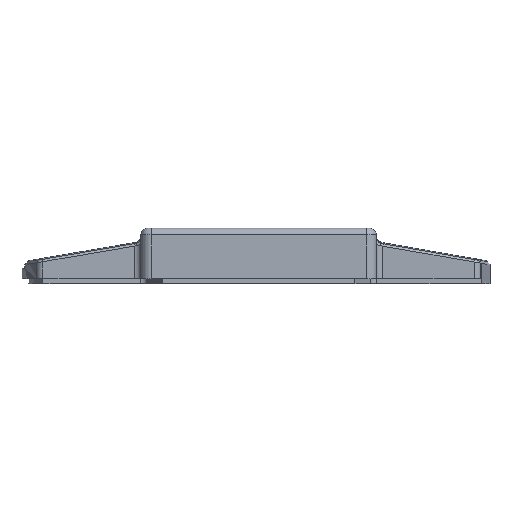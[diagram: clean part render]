
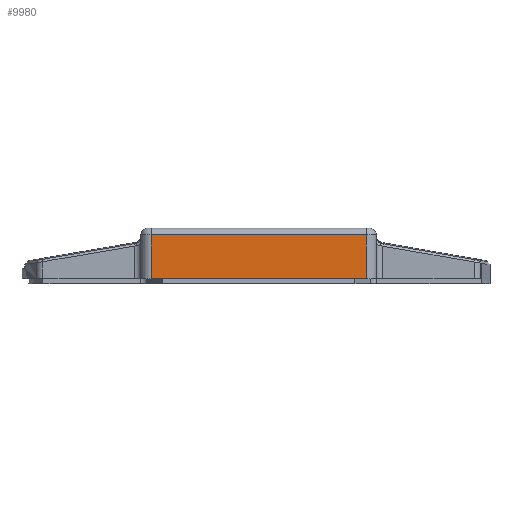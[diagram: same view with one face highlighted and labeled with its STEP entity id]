
A CAD part, left-side view. The second image highlights one B-rep face of the part: STEP entity #9980.
In plain terms, the highlighted planar face has unit normal (-1, 0, 0).
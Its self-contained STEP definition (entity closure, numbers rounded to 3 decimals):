
#95 = PLANE('',#96);
#96 = AXIS2_PLACEMENT_3D('',#97,#98,#99);
#97 = CARTESIAN_POINT('',(0.001,-0.005,6.));
#98 = DIRECTION('',(0.,0.,1.));
#99 = DIRECTION('',(1.,0.,0.));
#179 = CYLINDRICAL_SURFACE('',#180,3.);
#180 = AXIS2_PLACEMENT_3D('',#181,#182,#183);
#181 = CARTESIAN_POINT('',(-34.499,-32.,6.));
#182 = DIRECTION('',(-0.,-0.,-1.));
#183 = DIRECTION('',(1.,0.,0.));
#3479 = VERTEX_POINT('',#3480);
#3480 = CARTESIAN_POINT('',(-37.499,32.,6.));
#3495 = CYLINDRICAL_SURFACE('',#3496,3.);
#3496 = AXIS2_PLACEMENT_3D('',#3497,#3498,#3499);
#3497 = CARTESIAN_POINT('',(-34.499,32.,6.));
#3498 = DIRECTION('',(-0.,-0.,-1.));
#3499 = DIRECTION('',(1.,0.,0.));
#3507 = EDGE_CURVE('',#3479,#3508,#3510,.T.);
#3508 = VERTEX_POINT('',#3509);
#3509 = CARTESIAN_POINT('',(-37.499,-32.,6.));
#3510 = SURFACE_CURVE('',#3511,(#3515,#3522),.PCURVE_S1.);
#3511 = LINE('',#3512,#3513);
#3512 = CARTESIAN_POINT('',(-37.499,32.,6.));
#3513 = VECTOR('',#3514,1.);
#3514 = DIRECTION('',(0.,-1.,0.));
#3515 = PCURVE('',#95,#3516);
#3516 = DEFINITIONAL_REPRESENTATION('',(#3517),#3521);
#3517 = LINE('',#3518,#3519);
#3518 = CARTESIAN_POINT('',(-37.5,32.005));
#3519 = VECTOR('',#3520,1.);
#3520 = DIRECTION('',(0.,-1.));
#3521 = ( GEOMETRIC_REPRESENTATION_CONTEXT(2) 
PARAMETRIC_REPRESENTATION_CONTEXT() REPRESENTATION_CONTEXT('2D SPACE',''
  ) );
#3522 = PCURVE('',#3523,#3528);
#3523 = PLANE('',#3524);
#3524 = AXIS2_PLACEMENT_3D('',#3525,#3526,#3527);
#3525 = CARTESIAN_POINT('',(-37.499,32.,6.));
#3526 = DIRECTION('',(1.,0.,0.));
#3527 = DIRECTION('',(0.,-1.,0.));
#3528 = DEFINITIONAL_REPRESENTATION('',(#3529),#3533);
#3529 = LINE('',#3530,#3531);
#3530 = CARTESIAN_POINT('',(0.,0.));
#3531 = VECTOR('',#3532,1.);
#3532 = DIRECTION('',(1.,0.));
#3533 = ( GEOMETRIC_REPRESENTATION_CONTEXT(2) 
PARAMETRIC_REPRESENTATION_CONTEXT() REPRESENTATION_CONTEXT('2D SPACE',''
  ) );
#4868 = EDGE_CURVE('',#3508,#4869,#4871,.T.);
#4869 = VERTEX_POINT('',#4870);
#4870 = CARTESIAN_POINT('',(-37.499,-32.,19.));
#4871 = SURFACE_CURVE('',#4872,(#4876,#4883),.PCURVE_S1.);
#4872 = LINE('',#4873,#4874);
#4873 = CARTESIAN_POINT('',(-37.499,-32.,6.));
#4874 = VECTOR('',#4875,1.);
#4875 = DIRECTION('',(0.,0.,1.));
#4876 = PCURVE('',#179,#4877);
#4877 = DEFINITIONAL_REPRESENTATION('',(#4878),#4882);
#4878 = LINE('',#4879,#4880);
#4879 = CARTESIAN_POINT('',(-3.142,0.));
#4880 = VECTOR('',#4881,1.);
#4881 = DIRECTION('',(-0.,-1.));
#4882 = ( GEOMETRIC_REPRESENTATION_CONTEXT(2) 
PARAMETRIC_REPRESENTATION_CONTEXT() REPRESENTATION_CONTEXT('2D SPACE',''
  ) );
#4883 = PCURVE('',#3523,#4884);
#4884 = DEFINITIONAL_REPRESENTATION('',(#4885),#4889);
#4885 = LINE('',#4886,#4887);
#4886 = CARTESIAN_POINT('',(64.,0.));
#4887 = VECTOR('',#4888,1.);
#4888 = DIRECTION('',(0.,-1.));
#4889 = ( GEOMETRIC_REPRESENTATION_CONTEXT(2) 
PARAMETRIC_REPRESENTATION_CONTEXT() REPRESENTATION_CONTEXT('2D SPACE',''
  ) );
#9980 = ADVANCED_FACE('',(#9981),#3523,.F.);
#9981 = FACE_BOUND('',#9982,.F.);
#9982 = EDGE_LOOP('',(#9983,#10006,#10032,#10033));
#9983 = ORIENTED_EDGE('',*,*,#9984,.T.);
#9984 = EDGE_CURVE('',#3479,#9985,#9987,.T.);
#9985 = VERTEX_POINT('',#9986);
#9986 = CARTESIAN_POINT('',(-37.499,32.,19.));
#9987 = SURFACE_CURVE('',#9988,(#9992,#9999),.PCURVE_S1.);
#9988 = LINE('',#9989,#9990);
#9989 = CARTESIAN_POINT('',(-37.499,32.,6.));
#9990 = VECTOR('',#9991,1.);
#9991 = DIRECTION('',(0.,0.,1.));
#9992 = PCURVE('',#3523,#9993);
#9993 = DEFINITIONAL_REPRESENTATION('',(#9994),#9998);
#9994 = LINE('',#9995,#9996);
#9995 = CARTESIAN_POINT('',(0.,0.));
#9996 = VECTOR('',#9997,1.);
#9997 = DIRECTION('',(0.,-1.));
#9998 = ( GEOMETRIC_REPRESENTATION_CONTEXT(2) 
PARAMETRIC_REPRESENTATION_CONTEXT() REPRESENTATION_CONTEXT('2D SPACE',''
  ) );
#9999 = PCURVE('',#3495,#10000);
#10000 = DEFINITIONAL_REPRESENTATION('',(#10001),#10005);
#10001 = LINE('',#10002,#10003);
#10002 = CARTESIAN_POINT('',(-3.142,0.));
#10003 = VECTOR('',#10004,1.);
#10004 = DIRECTION('',(-0.,-1.));
#10005 = ( GEOMETRIC_REPRESENTATION_CONTEXT(2) 
PARAMETRIC_REPRESENTATION_CONTEXT() REPRESENTATION_CONTEXT('2D SPACE',''
  ) );
#10006 = ORIENTED_EDGE('',*,*,#10007,.F.);
#10007 = EDGE_CURVE('',#4869,#9985,#10008,.T.);
#10008 = SURFACE_CURVE('',#10009,(#10013,#10020),.PCURVE_S1.);
#10009 = LINE('',#10010,#10011);
#10010 = CARTESIAN_POINT('',(-37.499,-32.,19.));
#10011 = VECTOR('',#10012,1.);
#10012 = DIRECTION('',(0.,1.,0.));
#10013 = PCURVE('',#3523,#10014);
#10014 = DEFINITIONAL_REPRESENTATION('',(#10015),#10019);
#10015 = LINE('',#10016,#10017);
#10016 = CARTESIAN_POINT('',(64.,-13.));
#10017 = VECTOR('',#10018,1.);
#10018 = DIRECTION('',(-1.,0.));
#10019 = ( GEOMETRIC_REPRESENTATION_CONTEXT(2) 
PARAMETRIC_REPRESENTATION_CONTEXT() REPRESENTATION_CONTEXT('2D SPACE',''
  ) );
#10020 = PCURVE('',#10021,#10026);
#10021 = CYLINDRICAL_SURFACE('',#10022,2.);
#10022 = AXIS2_PLACEMENT_3D('',#10023,#10024,#10025);
#10023 = CARTESIAN_POINT('',(-35.499,-32.,19.));
#10024 = DIRECTION('',(0.,1.,0.));
#10025 = DIRECTION('',(-1.,0.,-0.));
#10026 = DEFINITIONAL_REPRESENTATION('',(#10027),#10031);
#10027 = LINE('',#10028,#10029);
#10028 = CARTESIAN_POINT('',(0.,0.));
#10029 = VECTOR('',#10030,1.);
#10030 = DIRECTION('',(0.,1.));
#10031 = ( GEOMETRIC_REPRESENTATION_CONTEXT(2) 
PARAMETRIC_REPRESENTATION_CONTEXT() REPRESENTATION_CONTEXT('2D SPACE',''
  ) );
#10032 = ORIENTED_EDGE('',*,*,#4868,.F.);
#10033 = ORIENTED_EDGE('',*,*,#3507,.F.);
